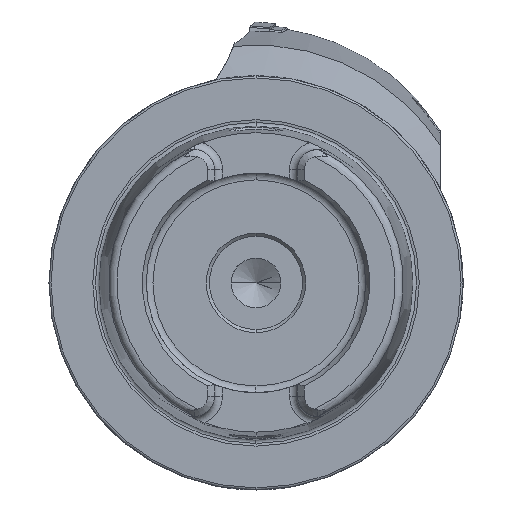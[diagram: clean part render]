
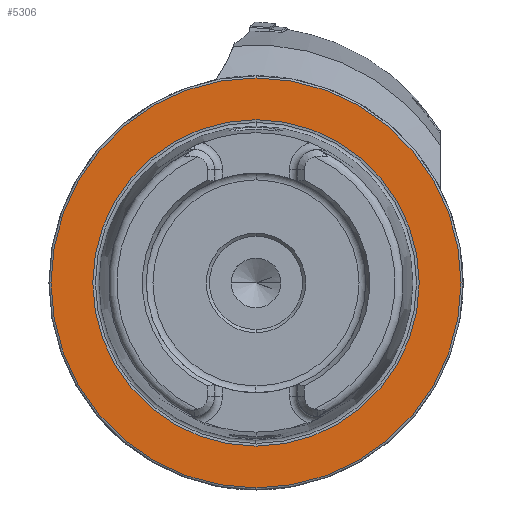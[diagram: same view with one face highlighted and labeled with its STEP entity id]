
A CAD part, left-side view. The second image highlights one B-rep face of the part: STEP entity #5306.
In plain terms, the highlighted planar face has unit normal (-1, 0, 0).
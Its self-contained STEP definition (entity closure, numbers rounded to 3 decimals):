
#129 = CARTESIAN_POINT ( 'NONE',  ( 0., 0., -39.405 ) ) ;
#152 = CARTESIAN_POINT ( 'NONE',  ( 0., 0., 49.5 ) ) ;
#155 = CARTESIAN_POINT ( 'NONE',  ( 0., 0., -49.5 ) ) ;
#182 = CARTESIAN_POINT ( 'NONE',  ( 0., 0., 39.405 ) ) ;
#591 = VERTEX_POINT ( 'NONE', #152 ) ;
#592 = VERTEX_POINT ( 'NONE', #155 ) ;
#596 = VERTEX_POINT ( 'NONE', #129 ) ;
#597 = VERTEX_POINT ( 'NONE', #182 ) ;
#1533 = FACE_OUTER_BOUND ( 'NONE', #6162, .T. ) ;
#1543 = FACE_BOUND ( 'NONE', #6147, .T. ) ;
#2408 = AXIS2_PLACEMENT_3D ( 'NONE', #2923, #2928, #2929 ) ;
#2479 = AXIS2_PLACEMENT_3D ( 'NONE', #4809, #4810, #4811 ) ;
#2482 = AXIS2_PLACEMENT_3D ( 'NONE', #4820, #4821, #4822 ) ;
#2595 = AXIS2_PLACEMENT_3D ( 'NONE', #10206, #10207, #10208 ) ;
#2596 = AXIS2_PLACEMENT_3D ( 'NONE', #10209, #10210, #10211 ) ;
#2923 = CARTESIAN_POINT ( 'NONE',  ( 0., 49.5, 0. ) ) ;
#2926 = PLANE ( 'NONE',  #2408 ) ;
#2928 = DIRECTION ( 'NONE',  ( 1., 0., 0. ) ) ;
#2929 = DIRECTION ( 'NONE',  ( 0., 0., -1. ) ) ;
#3405 = CIRCLE ( 'NONE', #2479, 49.5 ) ;
#3408 = CIRCLE ( 'NONE', #2482, 39.405 ) ;
#3761 = CIRCLE ( 'NONE', #2595, 39.405 ) ;
#3762 = CIRCLE ( 'NONE', #2596, 49.5 ) ;
#4809 = CARTESIAN_POINT ( 'NONE',  ( 0., 0., 0. ) ) ;
#4810 = DIRECTION ( 'NONE',  ( -1., 0., 0. ) ) ;
#4811 = DIRECTION ( 'NONE',  ( 0., 0., 1. ) ) ;
#4820 = CARTESIAN_POINT ( 'NONE',  ( 0., 0., 0. ) ) ;
#4821 = DIRECTION ( 'NONE',  ( -1., 0., 0. ) ) ;
#4822 = DIRECTION ( 'NONE',  ( 0., 0., 1. ) ) ;
#5306 = ADVANCED_FACE ( 'NONE', ( #1543, #1533 ), #2926, .F. ) ;
#5524 = EDGE_CURVE ( 'NONE', #591, #592, #3405, .T. ) ;
#5528 = EDGE_CURVE ( 'NONE', #596, #597, #3408, .T. ) ;
#5882 = EDGE_CURVE ( 'NONE', #597, #596, #3761, .T. ) ;
#5883 = EDGE_CURVE ( 'NONE', #592, #591, #3762, .T. ) ;
#6147 = EDGE_LOOP ( 'NONE', ( #7329, #7330 ) ) ;
#6162 = EDGE_LOOP ( 'NONE', ( #7331, #7332 ) ) ;
#7329 = ORIENTED_EDGE ( 'NONE', *, *, #5882, .F. ) ;
#7330 = ORIENTED_EDGE ( 'NONE', *, *, #5528, .F. ) ;
#7331 = ORIENTED_EDGE ( 'NONE', *, *, #5524, .T. ) ;
#7332 = ORIENTED_EDGE ( 'NONE', *, *, #5883, .T. ) ;
#10206 = CARTESIAN_POINT ( 'NONE',  ( 0., 0., 0. ) ) ;
#10207 = DIRECTION ( 'NONE',  ( -1., 0., 0. ) ) ;
#10208 = DIRECTION ( 'NONE',  ( 0., 0., 1. ) ) ;
#10209 = CARTESIAN_POINT ( 'NONE',  ( 0., 0., 0. ) ) ;
#10210 = DIRECTION ( 'NONE',  ( -1., 0., 0. ) ) ;
#10211 = DIRECTION ( 'NONE',  ( 0., 0., 1. ) ) ;
